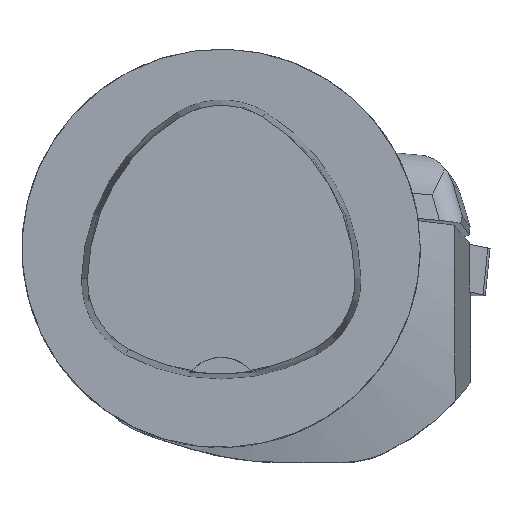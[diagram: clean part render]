
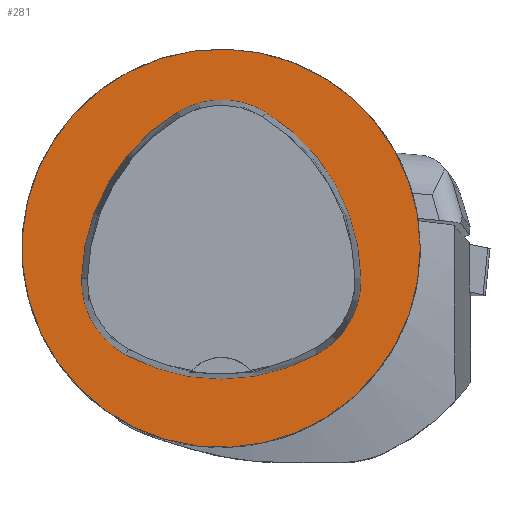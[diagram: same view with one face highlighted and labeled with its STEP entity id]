
A CAD part, top view. The second image highlights one B-rep face of the part: STEP entity #281.
In plain terms, the highlighted planar face has unit normal (0, 0, 1).
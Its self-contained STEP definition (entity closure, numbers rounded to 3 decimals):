
#281=ADVANCED_FACE('',(#681,#682),#354,.T.);
#354=PLANE('',#1868);
#681=FACE_BOUND('',#728,.T.);
#682=FACE_BOUND('',#729,.T.);
#728=EDGE_LOOP('',(#989,#990,#991,#992,#993,#994));
#729=EDGE_LOOP('',(#995));
#989=ORIENTED_EDGE('',*,*,#1552,.F.);
#990=ORIENTED_EDGE('',*,*,#1547,.F.);
#991=ORIENTED_EDGE('',*,*,#1542,.F.);
#992=ORIENTED_EDGE('',*,*,#1539,.F.);
#993=ORIENTED_EDGE('',*,*,#1536,.F.);
#994=ORIENTED_EDGE('',*,*,#1532,.F.);
#995=ORIENTED_EDGE('',*,*,#1515,.T.);
#1335=VERTEX_POINT('',#2745);
#1352=VERTEX_POINT('',#2780);
#1353=VERTEX_POINT('',#2781);
#1356=VERTEX_POINT('',#2789);
#1358=VERTEX_POINT('',#2795);
#1360=VERTEX_POINT('',#2801);
#1364=VERTEX_POINT('',#2814);
#1515=EDGE_CURVE('',#1335,#1335,#1667,.T.);
#1532=EDGE_CURVE('',#1352,#1353,#1668,.T.);
#1536=EDGE_CURVE('',#1353,#1356,#1670,.T.);
#1539=EDGE_CURVE('',#1356,#1358,#1672,.T.);
#1542=EDGE_CURVE('',#1358,#1360,#1674,.T.);
#1547=EDGE_CURVE('',#1360,#1364,#1677,.T.);
#1552=EDGE_CURVE('',#1364,#1352,#1680,.T.);
#1667=CIRCLE('',#1836,20.);
#1668=CIRCLE('',#1846,20.);
#1670=CIRCLE('',#1849,8.5);
#1672=CIRCLE('',#1852,20.);
#1674=CIRCLE('',#1855,8.5);
#1677=CIRCLE('',#1859,20.);
#1680=CIRCLE('',#1863,8.5);
#1836=AXIS2_PLACEMENT_3D('',#2744,#2134,#2135);
#1846=AXIS2_PLACEMENT_3D('',#2779,#2162,#2163);
#1849=AXIS2_PLACEMENT_3D('',#2788,#2170,#2171);
#1852=AXIS2_PLACEMENT_3D('',#2794,#2177,#2178);
#1855=AXIS2_PLACEMENT_3D('',#2800,#2184,#2185);
#1859=AXIS2_PLACEMENT_3D('',#2813,#2193,#2194);
#1863=AXIS2_PLACEMENT_3D('',#2826,#2202,#2203);
#1868=AXIS2_PLACEMENT_3D('',#2831,#2212,#2213);
#2134=DIRECTION('',(0.,0.,1.));
#2135=DIRECTION('',(1.,0.,0.));
#2162=DIRECTION('',(0.,0.,1.));
#2163=DIRECTION('',(1.,0.,0.));
#2170=DIRECTION('',(0.,0.,1.));
#2171=DIRECTION('',(1.,0.,0.));
#2177=DIRECTION('',(0.,0.,1.));
#2178=DIRECTION('',(1.,0.,0.));
#2184=DIRECTION('',(0.,0.,1.));
#2185=DIRECTION('',(1.,0.,0.));
#2193=DIRECTION('',(0.,0.,1.));
#2194=DIRECTION('',(1.,0.,0.));
#2202=DIRECTION('',(0.,0.,1.));
#2203=DIRECTION('',(1.,0.,0.));
#2212=DIRECTION('',(0.,0.,1.));
#2213=DIRECTION('',(-1.,0.,0.));
#2744=CARTESIAN_POINT('',(0.,0.,0.));
#2745=CARTESIAN_POINT('',(20.,0.,0.));
#2779=CARTESIAN_POINT('',(-5.955,-3.414,0.));
#2780=CARTESIAN_POINT('',(14.041,-3.042,0.));
#2781=CARTESIAN_POINT('',(4.472,13.653,0.));
#2788=CARTESIAN_POINT('',(0.04,6.4,0.));
#2789=CARTESIAN_POINT('',(-4.347,13.68,0.));
#2794=CARTESIAN_POINT('',(5.976,-3.45,0.));
#2795=CARTESIAN_POINT('',(-14.021,-3.075,0.));
#2800=CARTESIAN_POINT('',(-5.522,-3.235,0.));
#2801=CARTESIAN_POINT('',(-9.588,-10.699,0.));
#2813=CARTESIAN_POINT('',(-0.022,6.864,0.));
#2814=CARTESIAN_POINT('',(9.655,-10.639,0.));
#2826=CARTESIAN_POINT('',(5.543,-3.2,0.));
#2831=CARTESIAN_POINT('',(0.,0.,0.));
